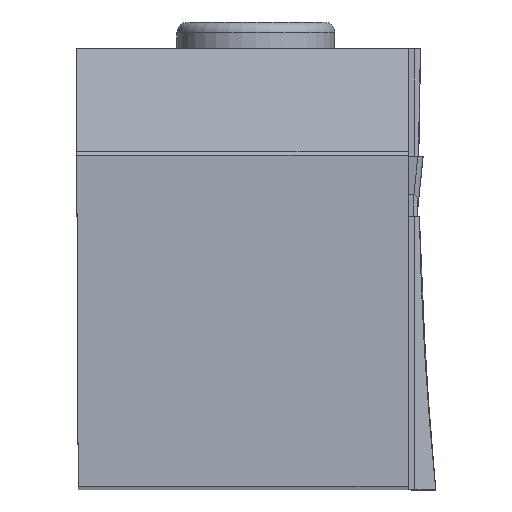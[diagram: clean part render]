
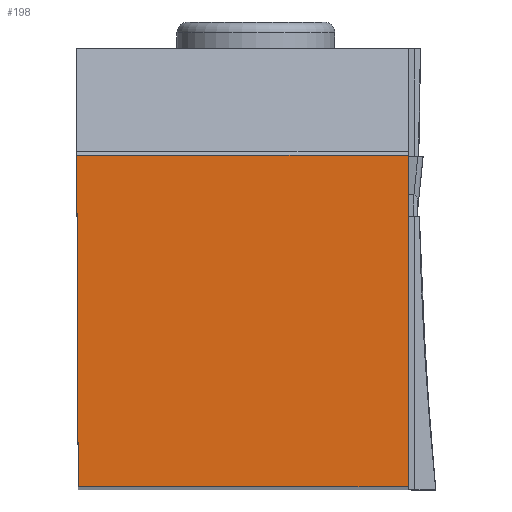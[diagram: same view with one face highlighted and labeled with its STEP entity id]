
A CAD part, top view. The second image highlights one B-rep face of the part: STEP entity #198.
In plain terms, the highlighted planar face has unit normal (0, 0, 1).
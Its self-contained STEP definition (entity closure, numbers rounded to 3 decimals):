
#198=ADVANCED_FACE('BLANK_BOXF006',(#313),#248,.F.);
#248=PLANE('',#1528);
#313=FACE_OUTER_BOUND('',#380,.T.);
#380=EDGE_LOOP('',(#708,#709,#710,#711));
#708=ORIENTED_EDGE('',*,*,#1043,.T.);
#709=ORIENTED_EDGE('',*,*,#1085,.T.);
#710=ORIENTED_EDGE('',*,*,#1081,.T.);
#711=ORIENTED_EDGE('',*,*,#1071,.T.);
#886=VERTEX_POINT('',#2339);
#887=VERTEX_POINT('',#2341);
#903=VERTEX_POINT('',#2462);
#909=VERTEX_POINT('',#2481);
#1043=EDGE_CURVE('',#887,#886,#1188,.T.);
#1071=EDGE_CURVE('',#903,#887,#1210,.T.);
#1081=EDGE_CURVE('',#909,#903,#1219,.T.);
#1085=EDGE_CURVE('',#886,#909,#1223,.T.);
#1188=LINE('',#2340,#1324);
#1210=LINE('',#2461,#1346);
#1219=LINE('',#2480,#1355);
#1223=LINE('',#2488,#1359);
#1324=VECTOR('',#1787,1.);
#1346=VECTOR('',#1829,1.);
#1355=VECTOR('',#1846,1.);
#1359=VECTOR('',#1852,1.);
#1528=AXIS2_PLACEMENT_3D('',#2489,#1853,#1854);
#1787=DIRECTION('',(0.,1.,0.));
#1829=DIRECTION('',(1.,0.,0.));
#1846=DIRECTION('',(0.004,-1.,0.));
#1852=DIRECTION('',(-1.,0.,0.));
#1853=DIRECTION('',(0.,0.,-1.));
#1854=DIRECTION('',(0.,-1.,0.));
#2339=CARTESIAN_POINT('',(24.875,24.875,0.));
#2340=CARTESIAN_POINT('',(24.875,-150.35,0.));
#2341=CARTESIAN_POINT('',(24.875,0.,0.));
#2461=CARTESIAN_POINT('',(-150.35,0.,0.));
#2462=CARTESIAN_POINT('',(0.109,0.,0.));
#2480=CARTESIAN_POINT('',(-0.547,150.349,0.));
#2481=CARTESIAN_POINT('',(0.,24.875,0.));
#2488=CARTESIAN_POINT('',(150.35,24.875,0.));
#2489=CARTESIAN_POINT('',(26.946,-5.,0.));
